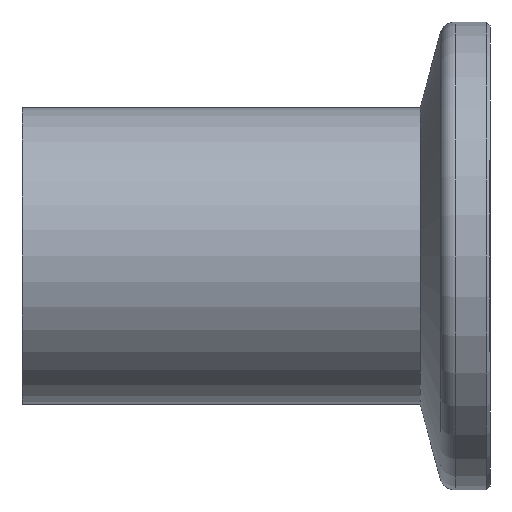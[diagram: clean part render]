
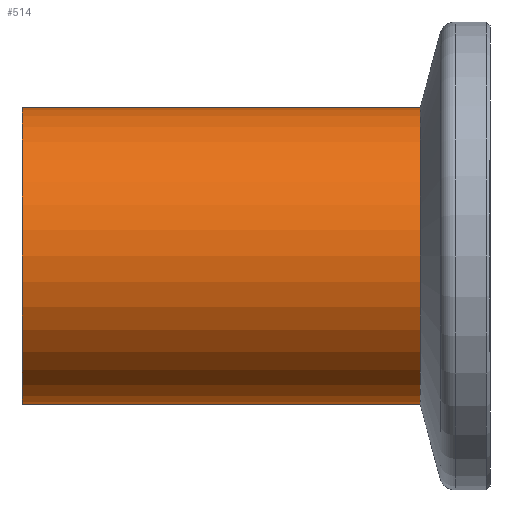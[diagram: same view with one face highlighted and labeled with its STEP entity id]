
A CAD part, left-side view. The second image highlights one B-rep face of the part: STEP entity #514.
In plain terms, the highlighted cylindrical face has radius 9.525 mm (diameter 19.05 mm), a partial arc.
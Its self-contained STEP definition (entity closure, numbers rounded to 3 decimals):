
#3 = LINE ( 'NONE', #487, #198 ) ;
#11 = CYLINDRICAL_SURFACE ( 'NONE', #237, 9.525 ) ;
#34 = FACE_OUTER_BOUND ( 'NONE', #289, .T. ) ;
#101 = CARTESIAN_POINT ( 'NONE',  ( 0., 4.467, 9.525 ) ) ;
#102 = ORIENTED_EDGE ( 'NONE', *, *, #425, .T. ) ;
#103 = DIRECTION ( 'NONE',  ( 0., 0., 1. ) ) ;
#111 = DIRECTION ( 'NONE',  ( 0., 1., 0. ) ) ;
#112 = CARTESIAN_POINT ( 'NONE',  ( 0., 43.802, 0. ) ) ;
#151 = VERTEX_POINT ( 'NONE', #261 ) ;
#159 = VERTEX_POINT ( 'NONE', #244 ) ;
#169 = CARTESIAN_POINT ( 'NONE',  ( 0., 4.467, -9.525 ) ) ;
#184 = CIRCLE ( 'NONE', #305, 9.525 ) ;
#195 = ORIENTED_EDGE ( 'NONE', *, *, #407, .F. ) ;
#197 = CIRCLE ( 'NONE', #306, 9.525 ) ;
#198 = VECTOR ( 'NONE', #503, 1000. ) ;
#206 = VECTOR ( 'NONE', #515, 1000. ) ;
#210 = VERTEX_POINT ( 'NONE', #169 ) ;
#219 = LINE ( 'NONE', #522, #206 ) ;
#237 = AXIS2_PLACEMENT_3D ( 'NONE', #112, #111, #103 ) ;
#244 = CARTESIAN_POINT ( 'NONE',  ( 0., 30., -9.525 ) ) ;
#261 = CARTESIAN_POINT ( 'NONE',  ( 0., 30., 9.525 ) ) ;
#289 = EDGE_LOOP ( 'NONE', ( #195, #102, #481, #488 ) ) ;
#305 = AXIS2_PLACEMENT_3D ( 'NONE', #418, #417, #413 ) ;
#306 = AXIS2_PLACEMENT_3D ( 'NONE', #429, #428, #423 ) ;
#407 = EDGE_CURVE ( 'NONE', #210, #159, #219, .T. ) ;
#413 = DIRECTION ( 'NONE',  ( 0., 0., 1. ) ) ;
#417 = DIRECTION ( 'NONE',  ( 0., 1., 0. ) ) ;
#418 = CARTESIAN_POINT ( 'NONE',  ( 0., 30., 0. ) ) ;
#419 = EDGE_CURVE ( 'NONE', #524, #151, #3, .T. ) ;
#423 = DIRECTION ( 'NONE',  ( 0., 0., 1. ) ) ;
#425 = EDGE_CURVE ( 'NONE', #210, #524, #197, .T. ) ;
#427 = EDGE_CURVE ( 'NONE', #159, #151, #184, .T. ) ;
#428 = DIRECTION ( 'NONE',  ( 0., 1., 0. ) ) ;
#429 = CARTESIAN_POINT ( 'NONE',  ( 0., 4.467, 0. ) ) ;
#481 = ORIENTED_EDGE ( 'NONE', *, *, #419, .T. ) ;
#487 = CARTESIAN_POINT ( 'NONE',  ( 0., 43.802, 9.525 ) ) ;
#488 = ORIENTED_EDGE ( 'NONE', *, *, #427, .F. ) ;
#503 = DIRECTION ( 'NONE',  ( 0., 1., 0. ) ) ;
#514 = ADVANCED_FACE ( 'NONE', ( #34 ), #11, .T. ) ;
#515 = DIRECTION ( 'NONE',  ( 0., 1., 0. ) ) ;
#522 = CARTESIAN_POINT ( 'NONE',  ( 0., 43.802, -9.525 ) ) ;
#524 = VERTEX_POINT ( 'NONE', #101 ) ;
